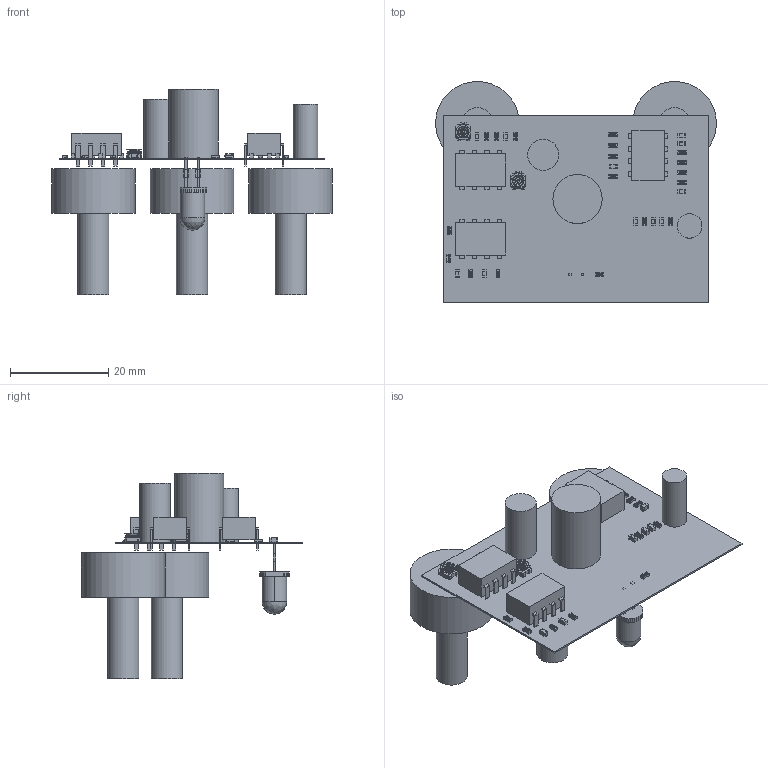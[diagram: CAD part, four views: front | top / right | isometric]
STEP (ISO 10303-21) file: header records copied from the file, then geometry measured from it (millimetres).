
FILE_DESCRIPTION(('Open CASCADE Model'),'2;1');
FILE_NAME('Open CASCADE Shape Model','2018-10-09T15:40:57',('Author'),( 'Open CASCADE'),'Open CASCADE STEP processor 6.8','Open CASCADE 6.8' ,'Unknown');
FILE_SCHEMA(('AUTOMOTIVE_DESIGN { 1 0 10303 214 1 1 1 1 }'));
Length unit declared in the file: millimetre
Products named in the file (89): PCB; Board; C14; capacitor_0603; C13; C6; 7422053056; Cylinder; C1; 7422052672; U3; 7422052096; Extruded; 7422051904; 7422051712; 7422051520; U2; 7422051328; 7422051136; 7422050944; 7422050752; U1; R23; 0603; R22; R19; R18; 35w; R17; R16; R15; R14; R13; R12; R5; R9; R8; R6; R7; R10 ...
Assembly tree (189 placements, depth 6):
  PCB
    Board
    C14
      capacitor_0603
    C13
      capacitor_0603
    C6
      7422053056
        Cylinder
    C1
      7422052672
        Cylinder
    U3
      7422052096
        Extruded
      7422051904  x8
        Extruded
      7422051712  x8
        Extruded
      7422051520  x8
        Extruded
    U2
      7422051328
        Extruded
      7422051136  x8
        Extruded
      7422050944  x8
        Extruded
      7422050752  x8
        Extruded
    U1
      7422052096
        Extruded
      7422051904  x8
        Extruded
      7422051712  x8
        Extruded
      7422051520  x8
        Extruded
    R23
      0603
    R22
      0603
    R19
      0603
    R18
      35w
    R17
      0603
    R16
      0603
    R15
      0603
    R14
      0603
    R13
      0603
    R12
      0603
    R5
Bounding box: 57.13 x 44.96 x 41.75 mm (x, y, z)
Volume: 12221.7 mm3; surface area: 11728.4 mm2
Topology: 180 solids, 180 shells, 3082 faces, 7446 edges, 4786 vertices
Faces by surface type: plane 1873, bspline 844, cylinder 321, cone 36, torus 4, revolution 4
Full cylindrical faces by diameter (mm): 5 x1, 6.3 x1, 6.35 x3, 10 x1, 17 x3
Entity records: 19827 total; most frequent: CARTESIAN_POINT 6060, DIRECTION 2283, ORIENTED_EDGE 2152, EDGE_CURVE 1076, AXIS2_PLACEMENT_3D 770, LINE 741, VECTOR 741, VERTEX_POINT 697
